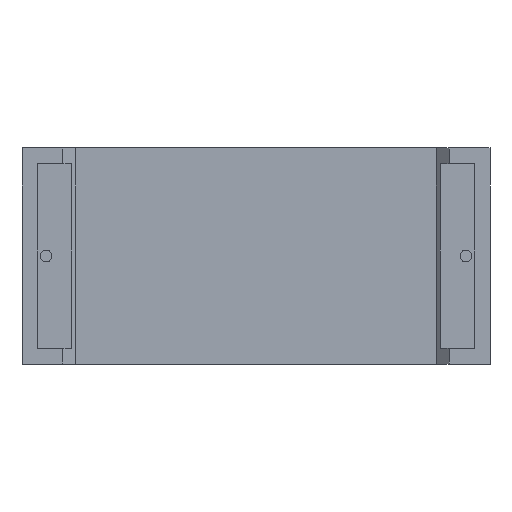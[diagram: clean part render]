
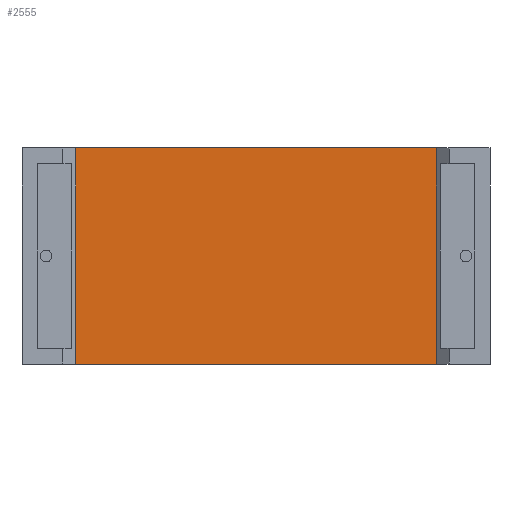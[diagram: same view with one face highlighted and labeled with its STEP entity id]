
A CAD part, front view. The second image highlights one B-rep face of the part: STEP entity #2555.
In plain terms, the highlighted planar face has unit normal (0, -1, 0).
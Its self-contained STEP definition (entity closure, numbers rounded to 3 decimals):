
#13 = FACE_OUTER_BOUND ( 'NONE', #2723, .T. ) ;
#154 = DIRECTION ( 'NONE',  ( -1., 0., 0. ) ) ;
#177 = EDGE_CURVE ( 'NONE', #635, #2623, #2878, .T. ) ;
#333 = EDGE_CURVE ( 'NONE', #2963, #2623, #2267, .T. ) ;
#358 = CARTESIAN_POINT ( 'NONE',  ( 36.989, 1.107, 0. ) ) ;
#518 = EDGE_CURVE ( 'NONE', #2270, #2963, #2160, .T. ) ;
#581 = LINE ( 'NONE', #1731, #1218 ) ;
#635 = VERTEX_POINT ( 'NONE', #2510 ) ;
#748 = CARTESIAN_POINT ( 'NONE',  ( 36.989, 1.107, 0. ) ) ;
#939 = EDGE_CURVE ( 'NONE', #2270, #635, #581, .T. ) ;
#964 = VECTOR ( 'NONE', #1000, 1000. ) ;
#1000 = DIRECTION ( 'NONE',  ( 0., 0., 1. ) ) ;
#1006 = ORIENTED_EDGE ( 'NONE', *, *, #518, .T. ) ;
#1018 = CARTESIAN_POINT ( 'NONE',  ( 36.989, 1.107, 19.3 ) ) ;
#1030 = CARTESIAN_POINT ( 'NONE',  ( 4.811, 1.107, 0. ) ) ;
#1053 = DIRECTION ( 'NONE',  ( 0., 0., 1. ) ) ;
#1054 = DIRECTION ( 'NONE',  ( -1., 0., 0. ) ) ;
#1088 = CARTESIAN_POINT ( 'NONE',  ( 4.811, 1.107, 19.3 ) ) ;
#1218 = VECTOR ( 'NONE', #2179, 1000. ) ;
#1305 = VECTOR ( 'NONE', #154, 1000. ) ;
#1498 = DIRECTION ( 'NONE',  ( 0., 1., 0. ) ) ;
#1731 = CARTESIAN_POINT ( 'NONE',  ( 20.9, 1.107, 0. ) ) ;
#2006 = AXIS2_PLACEMENT_3D ( 'NONE', #2962, #1498, #1054 ) ;
#2160 = LINE ( 'NONE', #358, #2582 ) ;
#2179 = DIRECTION ( 'NONE',  ( -1., 0., 0. ) ) ;
#2267 = LINE ( 'NONE', #2694, #1305 ) ;
#2270 = VERTEX_POINT ( 'NONE', #748 ) ;
#2510 = CARTESIAN_POINT ( 'NONE',  ( 4.811, 1.107, 0. ) ) ;
#2555 = ADVANCED_FACE ( 'NONE', ( #13 ), #2847, .F. ) ;
#2560 = ORIENTED_EDGE ( 'NONE', *, *, #333, .T. ) ;
#2582 = VECTOR ( 'NONE', #1053, 1000. ) ;
#2623 = VERTEX_POINT ( 'NONE', #1088 ) ;
#2692 = ORIENTED_EDGE ( 'NONE', *, *, #939, .F. ) ;
#2694 = CARTESIAN_POINT ( 'NONE',  ( 20.9, 1.107, 19.3 ) ) ;
#2723 = EDGE_LOOP ( 'NONE', ( #2560, #2814, #2692, #1006 ) ) ;
#2814 = ORIENTED_EDGE ( 'NONE', *, *, #177, .F. ) ;
#2847 = PLANE ( 'NONE',  #2006 ) ;
#2878 = LINE ( 'NONE', #1030, #964 ) ;
#2962 = CARTESIAN_POINT ( 'NONE',  ( 20.9, 1.107, 0. ) ) ;
#2963 = VERTEX_POINT ( 'NONE', #1018 ) ;
